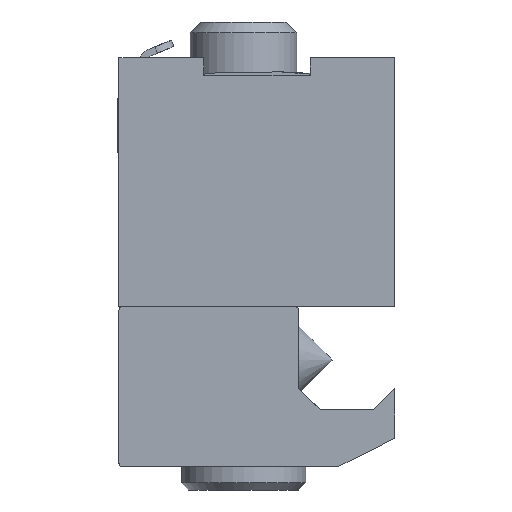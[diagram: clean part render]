
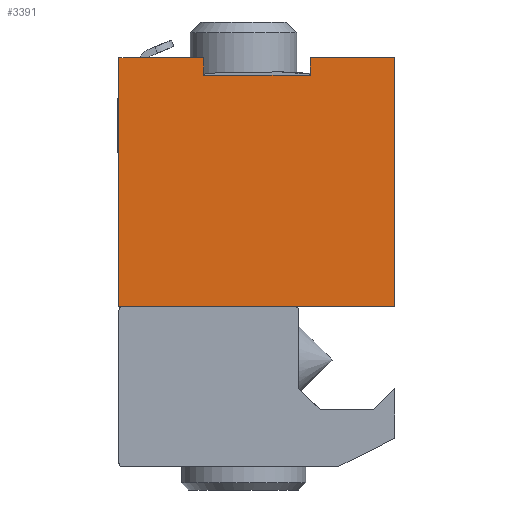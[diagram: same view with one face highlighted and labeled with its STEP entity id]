
A CAD part, left-side view. The second image highlights one B-rep face of the part: STEP entity #3391.
In plain terms, the highlighted planar face has unit normal (-1, 0, 0).
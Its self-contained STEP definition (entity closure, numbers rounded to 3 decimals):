
#402=ORIENTED_EDGE('',*,*,#1191,.T.);
#403=ORIENTED_EDGE('',*,*,#1197,.T.);
#404=ORIENTED_EDGE('',*,*,#1202,.T.);
#405=ORIENTED_EDGE('',*,*,#1163,.F.);
#406=ORIENTED_EDGE('',*,*,#1182,.F.);
#407=ORIENTED_EDGE('',*,*,#1207,.F.);
#408=ORIENTED_EDGE('',*,*,#1184,.F.);
#409=ORIENTED_EDGE('',*,*,#1155,.F.);
#1155=EDGE_CURVE('',#1567,#1568,#1850,.T.);
#1163=EDGE_CURVE('',#1575,#1576,#1858,.T.);
#1182=EDGE_CURVE('',#1592,#1575,#1873,.T.);
#1184=EDGE_CURVE('',#1568,#1594,#1875,.T.);
#1191=EDGE_CURVE('',#1567,#1598,#1882,.T.);
#1197=EDGE_CURVE('',#1598,#1602,#1888,.T.);
#1202=EDGE_CURVE('',#1602,#1576,#1893,.T.);
#1207=EDGE_CURVE('',#1594,#1592,#1897,.T.);
#1567=VERTEX_POINT('',#4885);
#1568=VERTEX_POINT('',#4887);
#1575=VERTEX_POINT('',#4903);
#1576=VERTEX_POINT('',#4905);
#1592=VERTEX_POINT('',#4941);
#1594=VERTEX_POINT('',#4947);
#1598=VERTEX_POINT('',#4958);
#1602=VERTEX_POINT('',#4970);
#1850=LINE('',#4886,#2083);
#1858=LINE('',#4904,#2091);
#1873=LINE('',#4942,#2106);
#1875=LINE('',#4946,#2108);
#1882=LINE('',#4959,#2115);
#1888=LINE('',#4971,#2121);
#1893=LINE('',#4980,#2126);
#1897=LINE('',#4989,#2130);
#2083=VECTOR('',#3954,1000.);
#2091=VECTOR('',#3966,1000.);
#2106=VECTOR('',#3993,1000.);
#2108=VECTOR('',#3997,1000.);
#2115=VECTOR('',#4006,1000.);
#2121=VECTOR('',#4016,1000.);
#2126=VECTOR('',#4025,1000.);
#2130=VECTOR('',#4037,1000.);
#2329=EDGE_LOOP('',(#402,#403,#404,#405,#406,#407,#408,#409));
#2583=FACE_BOUND('',#2329,.T.);
#2838=PLANE('',#3618);
#3391=ADVANCED_FACE('',(#2583),#2838,.F.);
#3618=AXIS2_PLACEMENT_3D('',#4988,#4035,#4036);
#3954=DIRECTION('',(0.,-1.,0.));
#3966=DIRECTION('',(0.,-1.,0.));
#3993=DIRECTION('',(0.,0.,1.));
#3997=DIRECTION('',(0.,0.,-1.));
#4006=DIRECTION('',(0.,0.,-1.));
#4016=DIRECTION('',(0.,1.,0.));
#4025=DIRECTION('',(0.,0.,1.));
#4035=DIRECTION('',(1.,0.,0.));
#4036=DIRECTION('',(0.,0.,-1.));
#4037=DIRECTION('',(0.,1.,0.));
#4885=CARTESIAN_POINT('',(-17.,4.75,7.));
#4886=CARTESIAN_POINT('',(-17.,15.5,7.));
#4887=CARTESIAN_POINT('',(-17.,0.,7.));
#4903=CARTESIAN_POINT('',(-17.,15.5,7.));
#4904=CARTESIAN_POINT('',(-17.,15.5,7.));
#4905=CARTESIAN_POINT('',(-17.,10.75,7.));
#4941=CARTESIAN_POINT('',(-17.,15.5,-7.));
#4942=CARTESIAN_POINT('',(-17.,15.5,-7.));
#4946=CARTESIAN_POINT('',(-17.,0.,7.));
#4947=CARTESIAN_POINT('',(-17.,0.,-7.));
#4958=CARTESIAN_POINT('',(-17.,4.75,6.));
#4959=CARTESIAN_POINT('',(-17.,4.75,7.));
#4970=CARTESIAN_POINT('',(-17.,10.75,6.));
#4971=CARTESIAN_POINT('',(-17.,4.75,6.));
#4980=CARTESIAN_POINT('',(-17.,10.75,6.));
#4988=CARTESIAN_POINT('',(-17.,0.,0.));
#4989=CARTESIAN_POINT('',(-17.,0.,-7.));
